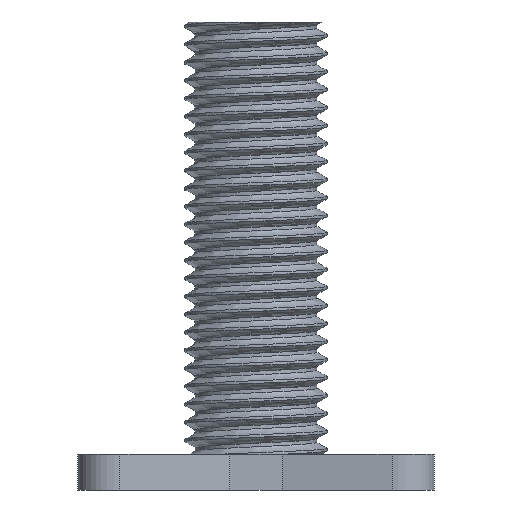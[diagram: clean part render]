
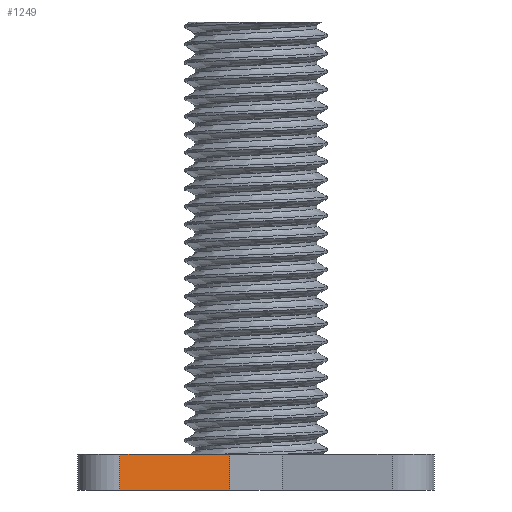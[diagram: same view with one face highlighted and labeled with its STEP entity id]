
A CAD part, front view. The second image highlights one B-rep face of the part: STEP entity #1249.
In plain terms, the highlighted planar face has unit normal (0.174, -0.985, 0).
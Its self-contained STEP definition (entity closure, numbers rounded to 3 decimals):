
#19=PLANE('',#1337);
#87=FACE_OUTER_BOUND('',#154,.T.);
#154=EDGE_LOOP('',(#1087,#1088,#1089,#1090));
#334=LINE('',#7577,#412);
#341=LINE('',#7596,#419);
#342=LINE('',#7599,#420);
#343=LINE('',#7600,#421);
#412=VECTOR('',#1525,10.);
#419=VECTOR('',#1540,10.);
#420=VECTOR('',#1543,10.);
#421=VECTOR('',#1544,10.);
#546=VERTEX_POINT('',#7574);
#547=VERTEX_POINT('',#7576);
#554=VERTEX_POINT('',#7592);
#556=VERTEX_POINT('',#7598);
#728=EDGE_CURVE('',#546,#547,#334,.T.);
#738=EDGE_CURVE('',#547,#554,#341,.T.);
#739=EDGE_CURVE('',#546,#556,#342,.T.);
#740=EDGE_CURVE('',#554,#556,#343,.T.);
#1087=ORIENTED_EDGE('',*,*,#738,.F.);
#1088=ORIENTED_EDGE('',*,*,#728,.F.);
#1089=ORIENTED_EDGE('',*,*,#739,.T.);
#1090=ORIENTED_EDGE('',*,*,#740,.F.);
#1249=ADVANCED_FACE('',(#87),#19,.T.);
#1337=AXIS2_PLACEMENT_3D('',#7597,#1541,#1542);
#1525=DIRECTION('',(-0.985,-0.174,0.));
#1540=DIRECTION('',(0.,0.,1.));
#1541=DIRECTION('center_axis',(0.174,-0.985,0.));
#1542=DIRECTION('ref_axis',(0.985,0.174,0.));
#1543=DIRECTION('',(0.,0.,1.));
#1544=DIRECTION('',(0.985,0.174,0.));
#7574=CARTESIAN_POINT('',(-3.66,-23.66,0.));
#7576=CARTESIAN_POINT('',(-18.89,-26.346,0.));
#7577=CARTESIAN_POINT('',(-3.66,-23.66,0.));
#7592=CARTESIAN_POINT('',(-18.89,-26.346,5.));
#7596=CARTESIAN_POINT('',(-18.89,-26.346,0.));
#7597=CARTESIAN_POINT('Origin',(-32.388,-28.726,0.));
#7598=CARTESIAN_POINT('',(-3.66,-23.66,5.));
#7599=CARTESIAN_POINT('',(-3.66,-23.66,0.));
#7600=CARTESIAN_POINT('',(-3.66,-23.66,5.));
